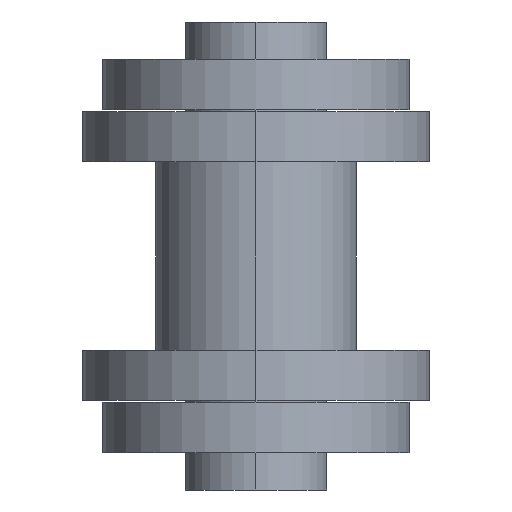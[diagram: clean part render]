
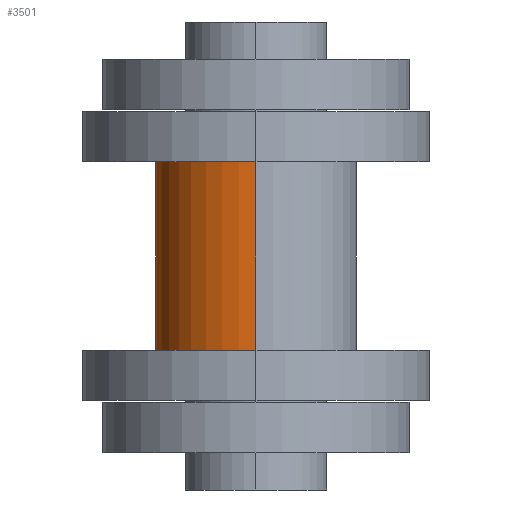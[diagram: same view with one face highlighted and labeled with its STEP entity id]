
A CAD part, left-side view. The second image highlights one B-rep face of the part: STEP entity #3501.
In plain terms, the highlighted cylindrical face has radius 2.54 mm (diameter 5.08 mm), a partial arc.
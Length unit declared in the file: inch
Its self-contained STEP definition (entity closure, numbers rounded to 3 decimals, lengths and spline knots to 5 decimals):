
#34 = CARTESIAN_POINT ( 'NONE',  ( -0.75, 0., 0.102 ) ) ;
#332 = DIRECTION ( 'NONE',  ( -1., 0., 0. ) ) ;
#341 = AXIS2_PLACEMENT_3D ( 'NONE', #830, #2857, #3150 ) ;
#414 = ORIENTED_EDGE ( 'NONE', *, *, #918, .T. ) ;
#416 = EDGE_CURVE ( 'NONE', #2567, #3132, #641, .T. ) ;
#444 = LINE ( 'NONE', #2829, #3534 ) ;
#612 = EDGE_LOOP ( 'NONE', ( #414, #3427, #1133, #2559 ) ) ;
#624 = DIRECTION ( 'NONE',  ( 0., 0., -1. ) ) ;
#641 = CIRCLE ( 'NONE', #2763, 0.1 ) ;
#656 = FACE_OUTER_BOUND ( 'NONE', #612, .T. ) ;
#776 = VERTEX_POINT ( 'NONE', #1409 ) ;
#830 = CARTESIAN_POINT ( 'NONE',  ( -0.75, 0., 0.2895 ) ) ;
#918 = EDGE_CURVE ( 'NONE', #776, #2544, #1945, .T. ) ;
#1133 = ORIENTED_EDGE ( 'NONE', *, *, #416, .T. ) ;
#1195 = DIRECTION ( 'NONE',  ( -1., 0., 0. ) ) ;
#1317 = CARTESIAN_POINT ( 'NONE',  ( -0.65, 0., 0.102 ) ) ;
#1409 = CARTESIAN_POINT ( 'NONE',  ( -0.85, 0., 0.2895 ) ) ;
#1526 = EDGE_CURVE ( 'NONE', #2544, #2567, #2037, .T. ) ;
#1637 = EDGE_CURVE ( 'NONE', #776, #3132, #444, .T. ) ;
#1945 = CIRCLE ( 'NONE', #341, 0.1 ) ;
#1961 = AXIS2_PLACEMENT_3D ( 'NONE', #2923, #624, #1195 ) ;
#2037 = LINE ( 'NONE', #3287, #2214 ) ;
#2069 = DIRECTION ( 'NONE',  ( 0., 0., 1. ) ) ;
#2214 = VECTOR ( 'NONE', #2690, 39.37008 ) ;
#2544 = VERTEX_POINT ( 'NONE', #3344 ) ;
#2559 = ORIENTED_EDGE ( 'NONE', *, *, #1637, .F. ) ;
#2567 = VERTEX_POINT ( 'NONE', #1317 ) ;
#2690 = DIRECTION ( 'NONE',  ( 0., 0., -1. ) ) ;
#2763 = AXIS2_PLACEMENT_3D ( 'NONE', #34, #2069, #332 ) ;
#2829 = CARTESIAN_POINT ( 'NONE',  ( -0.85, 0., 0.2895 ) ) ;
#2857 = DIRECTION ( 'NONE',  ( 0., 0., -1. ) ) ;
#2923 = CARTESIAN_POINT ( 'NONE',  ( -0.75, 0., 0.2895 ) ) ;
#3132 = VERTEX_POINT ( 'NONE', #3627 ) ;
#3150 = DIRECTION ( 'NONE',  ( 1., 0., 0. ) ) ;
#3155 = CYLINDRICAL_SURFACE ( 'NONE', #1961, 0.1 ) ;
#3287 = CARTESIAN_POINT ( 'NONE',  ( -0.65, 0., 0.2895 ) ) ;
#3344 = CARTESIAN_POINT ( 'NONE',  ( -0.65, 0., 0.2895 ) ) ;
#3406 = DIRECTION ( 'NONE',  ( 0., 0., -1. ) ) ;
#3427 = ORIENTED_EDGE ( 'NONE', *, *, #1526, .T. ) ;
#3501 = ADVANCED_FACE ( 'NONE', ( #656 ), #3155, .T. ) ;
#3534 = VECTOR ( 'NONE', #3406, 39.37008 ) ;
#3627 = CARTESIAN_POINT ( 'NONE',  ( -0.85, 0., 0.102 ) ) ;
